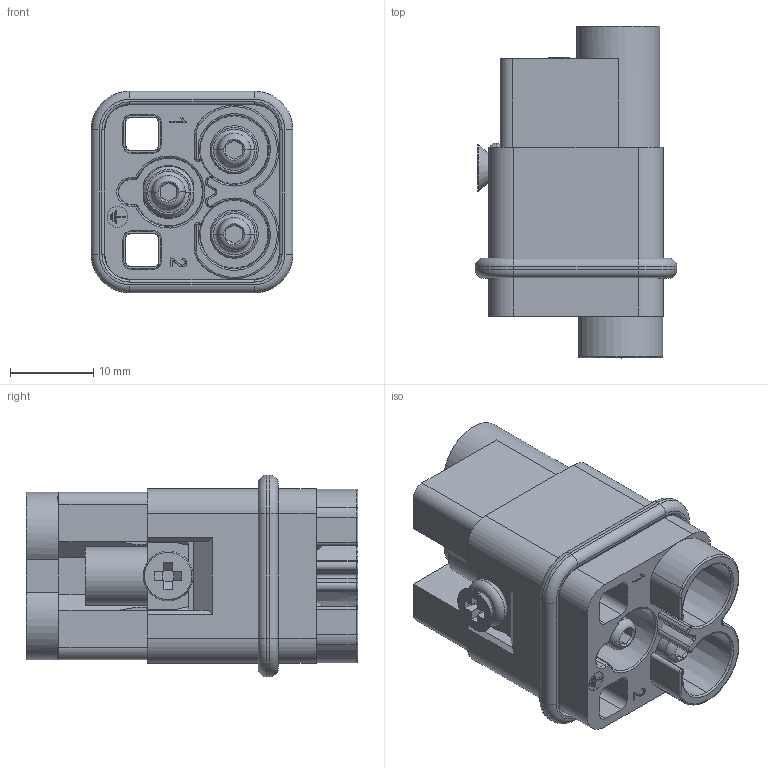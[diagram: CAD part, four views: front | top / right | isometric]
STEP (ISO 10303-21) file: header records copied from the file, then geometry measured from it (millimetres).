
FILE_DESCRIPTION(/* description */ (''),/* implementation_level */ '2;1');
FILE_NAME(/* name */ 'HQ-002.1-M.stp',/* time_stamp */ '2023-09-18T13:35:07+08:00',/* author */ (''),/* organization */ (''),/* preprocessor_version */ 'ST-DEVELOPER v16',/* originating_system */ 'SIEMENS PLM Software NX 10.0',/* authorisation */ '');
FILE_SCHEMA (('AUTOMOTIVE_DESIGN { 1 0 10303 214 3 1 1 1 }'));
Products named in the file (1): Admi16F8F3C4ysz2
Bounding box: 24.3 x 39.95 x 24.3 mm (x, y, z)
Volume: 2.7 mm3; surface area: 11632.7 mm2
Topology: 2 solids, 3 shells, 1120 faces, 3663 edges, 2387 vertices
Faces by surface type: plane 692, cylinder 218, torus 80, cone 68, bspline 58, extrusion 4
Full cylindrical faces by diameter (mm): 2.6 x6, 4 x3, 4.3 x5, 4.4 x3, 5.7 x1, 5.8 x1, 6 x3, 6.2 x2, 6.5 x2, 7 x5, 7.2 x2, 7.4 x2, 8.1 x2
Entity records: 63681 total; most frequent: CARTESIAN_POINT 32528, ORIENTED_EDGE 7016, DIRECTION 5807, EDGE_CURVE 3508, VERTEX_POINT 2327, AXIS2_PLACEMENT_3D 1994, VECTOR 1819, LINE 1815
